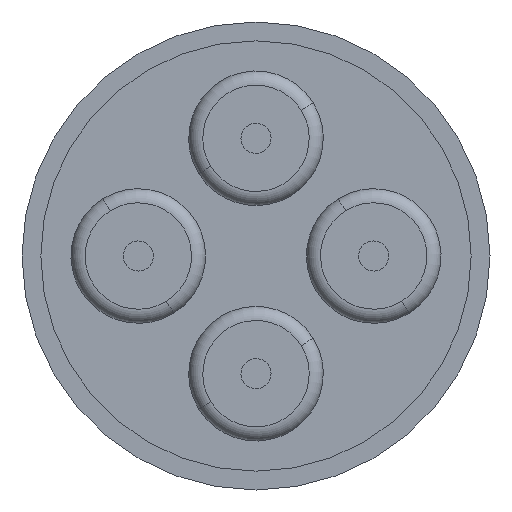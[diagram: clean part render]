
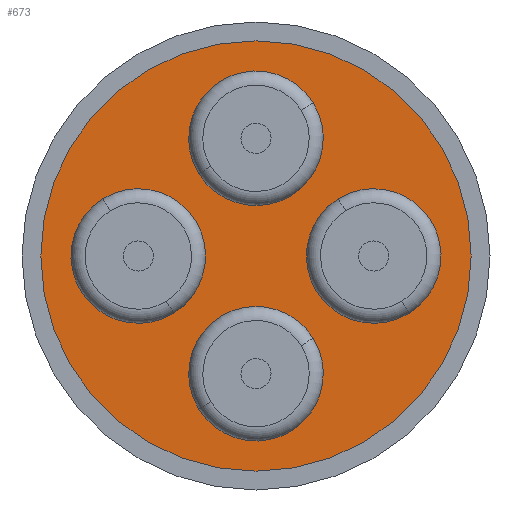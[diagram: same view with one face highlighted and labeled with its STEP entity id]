
A CAD part, front view. The second image highlights one B-rep face of the part: STEP entity #673.
In plain terms, the highlighted planar face has unit normal (0, -1, 0).
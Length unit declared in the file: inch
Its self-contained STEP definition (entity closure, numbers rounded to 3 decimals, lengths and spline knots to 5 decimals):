
#16 = DIRECTION ( 'NONE',  ( 0., 0., -1. ) ) ;
#22 = EDGE_LOOP ( 'NONE', ( #1775, #1693 ) ) ;
#35 = CARTESIAN_POINT ( 'NONE',  ( 0., 0.37, 0. ) ) ;
#140 = PLANE ( 'NONE',  #1213 ) ;
#141 = DIRECTION ( 'NONE',  ( 0., 0., -1. ) ) ;
#147 = VERTEX_POINT ( 'NONE', #942 ) ;
#149 = AXIS2_PLACEMENT_3D ( 'NONE', #467, #210, #2380 ) ;
#164 = EDGE_CURVE ( 'NONE', #1524, #2644, #1355, .T. ) ;
#166 = AXIS2_PLACEMENT_3D ( 'NONE', #1368, #1131, #141 ) ;
#183 = EDGE_CURVE ( 'NONE', #3042, #1681, #1259, .T. ) ;
#210 = DIRECTION ( 'NONE',  ( 0., -1., 0. ) ) ;
#292 = CARTESIAN_POINT ( 'NONE',  ( 0., 0.37, 0. ) ) ;
#313 = CIRCLE ( 'NONE', #1615, 0.2285 ) ;
#332 = CARTESIAN_POINT ( 'NONE',  ( 0.04308, 0.37, -0.08469 ) ) ;
#379 = FACE_BOUND ( 'NONE', #22, .T. ) ;
#410 = FACE_BOUND ( 'NONE', #1707, .T. ) ;
#467 = CARTESIAN_POINT ( 'NONE',  ( -0.125, 0.37, 0. ) ) ;
#476 = CARTESIAN_POINT ( 'NONE',  ( -0.08469, 0.37, -0.04308 ) ) ;
#496 = DIRECTION ( 'NONE',  ( 0., 1., 0. ) ) ;
#654 = AXIS2_PLACEMENT_3D ( 'NONE', #1452, #496, #16 ) ;
#672 = CIRCLE ( 'NONE', #166, 0.059 ) ;
#673 = ADVANCED_FACE ( 'NONE', ( #3084, #2530, #379, #410, #1337 ), #140, .T. ) ;
#707 = CARTESIAN_POINT ( 'NONE',  ( 0.125, 0.37, 0. ) ) ;
#749 = CARTESIAN_POINT ( 'NONE',  ( 0., 0.37, -0.2285 ) ) ;
#772 = CIRCLE ( 'NONE', #2270, 0.059 ) ;
#816 = VERTEX_POINT ( 'NONE', #476 ) ;
#850 = VERTEX_POINT ( 'NONE', #332 ) ;
#852 = DIRECTION ( 'NONE',  ( 0., -1., 0. ) ) ;
#900 = EDGE_CURVE ( 'NONE', #2644, #1524, #772, .T. ) ;
#942 = CARTESIAN_POINT ( 'NONE',  ( -0.04308, 0.37, -0.16531 ) ) ;
#972 = CARTESIAN_POINT ( 'NONE',  ( -0.125, 0.37, 0. ) ) ;
#1001 = DIRECTION ( 'NONE',  ( 0., 0., -1. ) ) ;
#1035 = VERTEX_POINT ( 'NONE', #749 ) ;
#1083 = EDGE_LOOP ( 'NONE', ( #1864, #2213 ) ) ;
#1095 = CARTESIAN_POINT ( 'NONE',  ( 0.235, 0.37, 0. ) ) ;
#1109 = EDGE_CURVE ( 'NONE', #2375, #1035, #313, .T. ) ;
#1131 = DIRECTION ( 'NONE',  ( 0., 1., 0. ) ) ;
#1154 = CARTESIAN_POINT ( 'NONE',  ( 0., 0.37, 0.125 ) ) ;
#1213 = AXIS2_PLACEMENT_3D ( 'NONE', #1095, #2339, #2054 ) ;
#1224 = DIRECTION ( 'NONE',  ( 0., 0., -1. ) ) ;
#1243 = EDGE_CURVE ( 'NONE', #1586, #816, #3020, .T. ) ;
#1259 = CIRCLE ( 'NONE', #2809, 0.059 ) ;
#1337 = FACE_OUTER_BOUND ( 'NONE', #2333, .T. ) ;
#1355 = CIRCLE ( 'NONE', #2966, 0.059 ) ;
#1368 = CARTESIAN_POINT ( 'NONE',  ( 0., 0.37, -0.125 ) ) ;
#1447 = CARTESIAN_POINT ( 'NONE',  ( 0.08469, 0.37, 0.04308 ) ) ;
#1452 = CARTESIAN_POINT ( 'NONE',  ( 0., 0.37, -0.125 ) ) ;
#1458 = AXIS2_PLACEMENT_3D ( 'NONE', #35, #2393, #2428 ) ;
#1471 = ORIENTED_EDGE ( 'NONE', *, *, #1573, .F. ) ;
#1523 = AXIS2_PLACEMENT_3D ( 'NONE', #2532, #852, #2341 ) ;
#1524 = VERTEX_POINT ( 'NONE', #1593 ) ;
#1573 = EDGE_CURVE ( 'NONE', #816, #1586, #2663, .T. ) ;
#1586 = VERTEX_POINT ( 'NONE', #2913 ) ;
#1591 = EDGE_CURVE ( 'NONE', #1035, #2375, #1962, .T. ) ;
#1593 = CARTESIAN_POINT ( 'NONE',  ( 0.16531, 0.37, -0.04308 ) ) ;
#1615 = AXIS2_PLACEMENT_3D ( 'NONE', #292, #2414, #2130 ) ;
#1642 = CARTESIAN_POINT ( 'NONE',  ( 0.04308, 0.37, 0.16531 ) ) ;
#1646 = EDGE_CURVE ( 'NONE', #147, #850, #2259, .T. ) ;
#1665 = DIRECTION ( 'NONE',  ( 0., 0., -1. ) ) ;
#1681 = VERTEX_POINT ( 'NONE', #1691 ) ;
#1691 = CARTESIAN_POINT ( 'NONE',  ( -0.04308, 0.37, 0.08469 ) ) ;
#1693 = ORIENTED_EDGE ( 'NONE', *, *, #1899, .F. ) ;
#1696 = DIRECTION ( 'NONE',  ( 0., 1., 0. ) ) ;
#1702 = ORIENTED_EDGE ( 'NONE', *, *, #1591, .F. ) ;
#1707 = EDGE_LOOP ( 'NONE', ( #2783, #1471 ) ) ;
#1764 = DIRECTION ( 'NONE',  ( 0., 0., -1. ) ) ;
#1775 = ORIENTED_EDGE ( 'NONE', *, *, #183, .F. ) ;
#1783 = CARTESIAN_POINT ( 'NONE',  ( 0.125, 0.37, 0. ) ) ;
#1864 = ORIENTED_EDGE ( 'NONE', *, *, #164, .T. ) ;
#1897 = DIRECTION ( 'NONE',  ( 0., -1., 0. ) ) ;
#1899 = EDGE_CURVE ( 'NONE', #1681, #3042, #2774, .T. ) ;
#1929 = DIRECTION ( 'NONE',  ( 0., -1., 0. ) ) ;
#1962 = CIRCLE ( 'NONE', #1458, 0.2285 ) ;
#1970 = EDGE_LOOP ( 'NONE', ( #2415, #2325 ) ) ;
#2054 = DIRECTION ( 'NONE',  ( 0., 0., 1. ) ) ;
#2130 = DIRECTION ( 'NONE',  ( 0., 0., -1. ) ) ;
#2204 = CARTESIAN_POINT ( 'NONE',  ( 0., 0.37, 0.2285 ) ) ;
#2213 = ORIENTED_EDGE ( 'NONE', *, *, #900, .T. ) ;
#2259 = CIRCLE ( 'NONE', #654, 0.059 ) ;
#2270 = AXIS2_PLACEMENT_3D ( 'NONE', #1783, #2972, #1764 ) ;
#2319 = AXIS2_PLACEMENT_3D ( 'NONE', #972, #1929, #1001 ) ;
#2325 = ORIENTED_EDGE ( 'NONE', *, *, #2399, .T. ) ;
#2333 = EDGE_LOOP ( 'NONE', ( #3023, #1702 ) ) ;
#2339 = DIRECTION ( 'NONE',  ( 0., -1., 0. ) ) ;
#2341 = DIRECTION ( 'NONE',  ( 0., 0., -1. ) ) ;
#2375 = VERTEX_POINT ( 'NONE', #2204 ) ;
#2380 = DIRECTION ( 'NONE',  ( 0., 0., -1. ) ) ;
#2393 = DIRECTION ( 'NONE',  ( 0., 1., 0. ) ) ;
#2399 = EDGE_CURVE ( 'NONE', #850, #147, #672, .T. ) ;
#2414 = DIRECTION ( 'NONE',  ( 0., 1., 0. ) ) ;
#2415 = ORIENTED_EDGE ( 'NONE', *, *, #1646, .T. ) ;
#2428 = DIRECTION ( 'NONE',  ( 0., 0., -1. ) ) ;
#2530 = FACE_BOUND ( 'NONE', #1083, .T. ) ;
#2532 = CARTESIAN_POINT ( 'NONE',  ( 0., 0.37, 0.125 ) ) ;
#2644 = VERTEX_POINT ( 'NONE', #1447 ) ;
#2663 = CIRCLE ( 'NONE', #149, 0.059 ) ;
#2774 = CIRCLE ( 'NONE', #1523, 0.059 ) ;
#2783 = ORIENTED_EDGE ( 'NONE', *, *, #1243, .F. ) ;
#2809 = AXIS2_PLACEMENT_3D ( 'NONE', #1154, #1897, #1224 ) ;
#2913 = CARTESIAN_POINT ( 'NONE',  ( -0.16531, 0.37, 0.04308 ) ) ;
#2966 = AXIS2_PLACEMENT_3D ( 'NONE', #707, #1696, #1665 ) ;
#2972 = DIRECTION ( 'NONE',  ( 0., 1., 0. ) ) ;
#3020 = CIRCLE ( 'NONE', #2319, 0.059 ) ;
#3023 = ORIENTED_EDGE ( 'NONE', *, *, #1109, .F. ) ;
#3042 = VERTEX_POINT ( 'NONE', #1642 ) ;
#3084 = FACE_BOUND ( 'NONE', #1970, .T. ) ;
